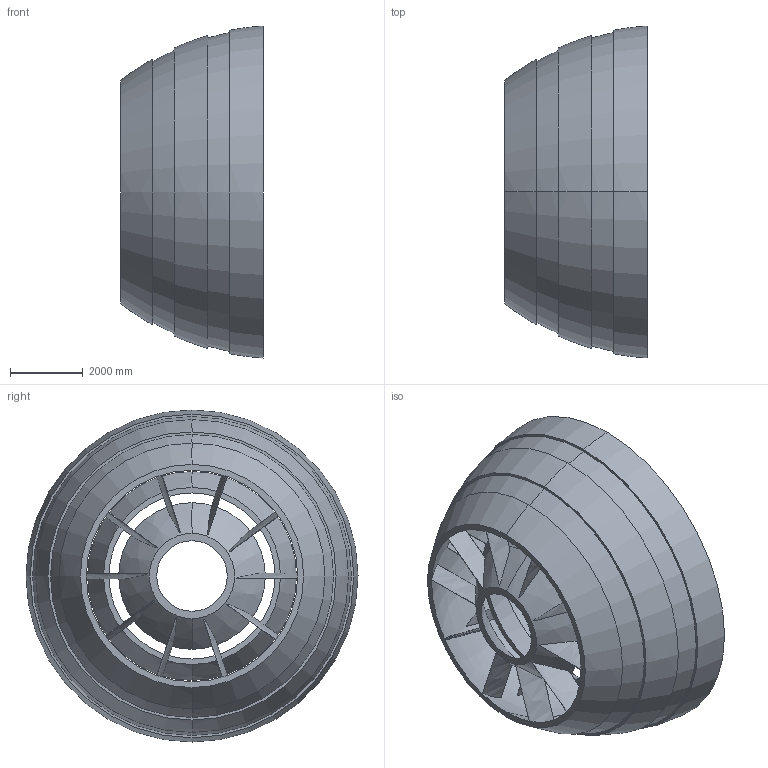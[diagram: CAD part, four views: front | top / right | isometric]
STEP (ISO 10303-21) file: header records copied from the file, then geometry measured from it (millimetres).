
FILE_DESCRIPTION((''),'2;1');
FILE_NAME('PETROL_TURBINE_BRACKET','2025-12-19T09:18:50',('H576696'),('Honeywell International Inc.'),'CREO PARAMETRIC BY PTC INC, 2023134','CREO PARAMETRIC BY PTC INC, 2023134','');
FILE_SCHEMA(('AUTOMOTIVE_DESIGN { 1 0 10303 214 1 1 1 1 }'));
Length unit declared in the file: inch
Products named in the file (1): PETROL_TURBINE_BRACKET
Bounding box: 3905.25 x 9096.71 x 9096.71 mm (x, y, z)
Volume: 18614088041.8 mm3; surface area: 389981825.6 mm2
Topology: 1 solids, 1 shells, 96 faces, 252 edges, 168 vertices
Faces by surface type: extrusion 60, bspline 24, plane 12
Entity records: 19083 total; most frequent: CARTESIAN_POINT 14883, ORIENTED_EDGE 504, DIRECTION 410, PRESENTATION_STYLE_ASSIGNMENT 409, STYLED_ITEM 409, CURVE_STYLE 312, EDGE_CURVE 252, VERTEX_POINT 168
